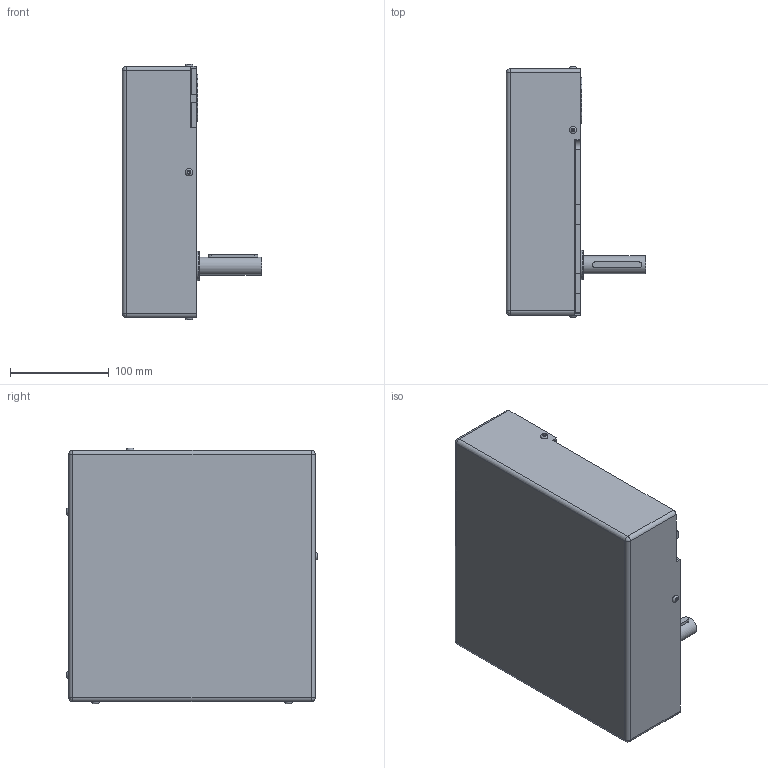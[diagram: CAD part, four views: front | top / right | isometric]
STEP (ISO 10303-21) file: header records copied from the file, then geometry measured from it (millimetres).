
FILE_DESCRIPTION((''),'2;1');
FILE_NAME('906003LS.iam.stp','2010-09-05T11:13:45',(''),(''),'Autodesk Inventor 2010','Autodesk Inventor 2010','');
FILE_SCHEMA(('AUTOMOTIVE_DESIGN { 1 0 10303 214 1 1 1 1 }'));
Length unit declared in the file: millimetre
Products named in the file (12): 906003LS; 906003L; 906004 906004; 906005 906005; DIN 625 SKF– s oboustranným zakrytím SKF 6204-2Z; 906003L-K; ISO 7380 M4 x 10; PODL9x27; DIN 912 M8 x 16; 906007 906007; DIN 6885 A A 6 x 6 x 25; DIN 6885 A A 6 x 6 x 50
Assembly tree (19 placements, depth 2):
  906003LS
    906003L
    906004 906004
    906005 906005  x2
    DIN 625 SKF– s oboustranným zakrytím SKF 6204-2Z
    906003L-K
    ISO 7380 M4 x 10  x6
    PODL9x27  x2
    DIN 912 M8 x 16  x2
    906007 906007
    DIN 6885 A A 6 x 6 x 25
    DIN 6885 A A 6 x 6 x 50
Bounding box: 141 x 253.4 x 258.4 mm (x, y, z)
Volume: 1281166.8 mm3; surface area: 510211.9 mm2
Topology: 23 solids, 23 shells, 1059 faces, 2921 edges, 1913 vertices
Faces by surface type: cylinder 475, plane 354, bspline 141, cone 40, torus 34, sphere 15
Full cylindrical faces by diameter (mm): 4 x6, 6.5 x4, 7.6 x6, 8 x2, 9 x2, 13 x2, 18 x2, 20 x1, 27.5 x2, 28.64 x2, 30 x1, 38 x2, 38.36 x2, 43 x8, 47 x1
Entity records: 25786 total; most frequent: CARTESIAN_POINT 6495, DIRECTION 3971, ORIENTED_EDGE 3872, EDGE_CURVE 1936, AXIS2_PLACEMENT_3D 1483, VERTEX_POINT 1321, VECTOR 1005, LINE 1005
